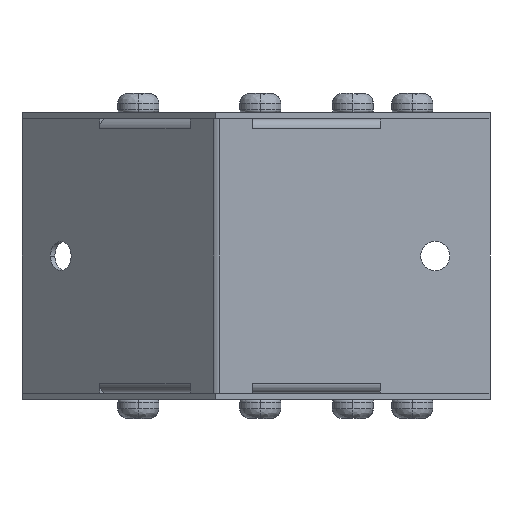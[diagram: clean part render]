
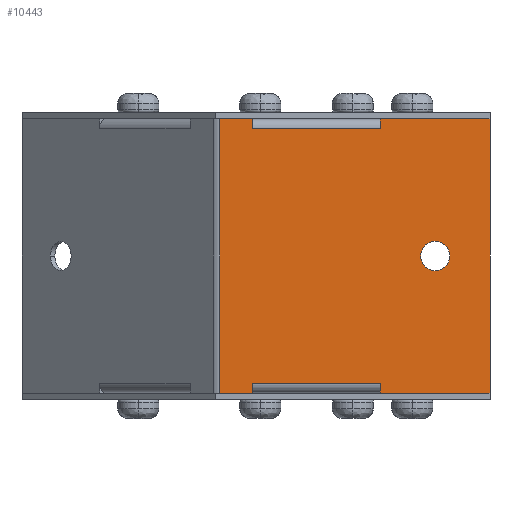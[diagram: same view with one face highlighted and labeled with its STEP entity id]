
A CAD part, left-side view. The second image highlights one B-rep face of the part: STEP entity #10443.
In plain terms, the highlighted planar face has unit normal (-1, 0, 0).
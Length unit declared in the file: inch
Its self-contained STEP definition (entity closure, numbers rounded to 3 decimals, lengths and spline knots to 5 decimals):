
#70 = EDGE_CURVE ( 'NONE', #9044, #2627, #1762, .T. ) ;
#242 = DIRECTION ( 'NONE',  ( 0., 1., 0. ) ) ;
#302 = DIRECTION ( 'NONE',  ( 0., 0., -1. ) ) ;
#361 = EDGE_CURVE ( 'NONE', #8962, #8035, #3334, .T. ) ;
#508 = CIRCLE ( 'NONE', #10860, 0.133 ) ;
#533 = LINE ( 'NONE', #8956, #10890 ) ;
#556 = ORIENTED_EDGE ( 'NONE', *, *, #12899, .T. ) ;
#603 = DIRECTION ( 'NONE',  ( 0., 0., 1. ) ) ;
#653 = ORIENTED_EDGE ( 'NONE', *, *, #70, .T. ) ;
#763 = EDGE_CURVE ( 'NONE', #5492, #12459, #8408, .T. ) ;
#789 = LINE ( 'NONE', #1821, #2926 ) ;
#900 = CARTESIAN_POINT ( 'NONE',  ( -1.307, 2.16898, -2.414 ) ) ;
#988 = CARTESIAN_POINT ( 'NONE',  ( -1.307, 0., 0. ) ) ;
#1154 = CARTESIAN_POINT ( 'NONE',  ( -1.307, 1., -0.086 ) ) ;
#1210 = LINE ( 'NONE', #8870, #10475 ) ;
#1293 = VECTOR ( 'NONE', #11082, 39.37008 ) ;
#1317 = DIRECTION ( 'NONE',  ( 1., 0., 0. ) ) ;
#1412 = DIRECTION ( 'NONE',  ( 0., 0., -1. ) ) ;
#1459 = CARTESIAN_POINT ( 'NONE',  ( -1.307, 0.99992, 0. ) ) ;
#1586 = CARTESIAN_POINT ( 'NONE',  ( -1.307, 2.46448, 0. ) ) ;
#1661 = VECTOR ( 'NONE', #5232, 39.37008 ) ;
#1693 = CIRCLE ( 'NONE', #12044, 0.133 ) ;
#1762 = LINE ( 'NONE', #5346, #10279 ) ;
#1789 = CARTESIAN_POINT ( 'NONE',  ( -1.307, 2.46448, -2.5 ) ) ;
#1821 = CARTESIAN_POINT ( 'NONE',  ( -1.307, 0., -2.414 ) ) ;
#2013 = ORIENTED_EDGE ( 'NONE', *, *, #763, .T. ) ;
#2146 = VECTOR ( 'NONE', #242, 39.37008 ) ;
#2333 = DIRECTION ( 'NONE',  ( 0., 0., 1. ) ) ;
#2467 = VERTEX_POINT ( 'NONE', #3059 ) ;
#2582 = EDGE_CURVE ( 'NONE', #2627, #10425, #12365, .T. ) ;
#2627 = VERTEX_POINT ( 'NONE', #12639 ) ;
#2669 = VERTEX_POINT ( 'NONE', #9539 ) ;
#2670 = DIRECTION ( 'NONE',  ( -1., 0., 0. ) ) ;
#2743 = DIRECTION ( 'NONE',  ( 0., 0., 1. ) ) ;
#2830 = DIRECTION ( 'NONE',  ( 1., 0., 0. ) ) ;
#2860 = DIRECTION ( 'NONE',  ( 0., -1., 0. ) ) ;
#2926 = VECTOR ( 'NONE', #2860, 39.37008 ) ;
#3019 = VERTEX_POINT ( 'NONE', #11518 ) ;
#3059 = CARTESIAN_POINT ( 'NONE',  ( -1.307, 0.99992, -2.5 ) ) ;
#3215 = CARTESIAN_POINT ( 'NONE',  ( -1.307, 2.16906, -2.5 ) ) ;
#3334 = LINE ( 'NONE', #10857, #2146 ) ;
#3361 = VERTEX_POINT ( 'NONE', #6227 ) ;
#3854 = EDGE_CURVE ( 'NONE', #2669, #9146, #7868, .T. ) ;
#3902 = ORIENTED_EDGE ( 'NONE', *, *, #11904, .T. ) ;
#3933 = ORIENTED_EDGE ( 'NONE', *, *, #8272, .T. ) ;
#3995 = DIRECTION ( 'NONE',  ( 0., 0., -1. ) ) ;
#4016 = VECTOR ( 'NONE', #2743, 39.37008 ) ;
#4063 = EDGE_CURVE ( 'NONE', #9146, #9044, #789, .T. ) ;
#4196 = CARTESIAN_POINT ( 'NONE',  ( -1.307, 1., -0.086 ) ) ;
#4349 = ORIENTED_EDGE ( 'NONE', *, *, #8955, .T. ) ;
#4546 = AXIS2_PLACEMENT_3D ( 'NONE', #13360, #2670, #603 ) ;
#4564 = EDGE_CURVE ( 'NONE', #11032, #8670, #508, .T. ) ;
#4655 = VERTEX_POINT ( 'NONE', #1586 ) ;
#4740 = CARTESIAN_POINT ( 'NONE',  ( -1.307, 0.99992, -2.414 ) ) ;
#4756 = ORIENTED_EDGE ( 'NONE', *, *, #13144, .T. ) ;
#5038 = DIRECTION ( 'NONE',  ( 0., 0., -1. ) ) ;
#5102 = EDGE_CURVE ( 'NONE', #10425, #2467, #9889, .T. ) ;
#5232 = DIRECTION ( 'NONE',  ( 0., 1., 0. ) ) ;
#5289 = VERTEX_POINT ( 'NONE', #12705 ) ;
#5346 = CARTESIAN_POINT ( 'NONE',  ( -1.307, 0., -2.414 ) ) ;
#5492 = VERTEX_POINT ( 'NONE', #6501 ) ;
#5535 = ORIENTED_EDGE ( 'NONE', *, *, #7305, .T. ) ;
#5541 = CARTESIAN_POINT ( 'NONE',  ( -1.307, 0.99992, -2.5 ) ) ;
#5552 = CARTESIAN_POINT ( 'NONE',  ( -1.307, 2.46448, -2.5 ) ) ;
#5638 = LINE ( 'NONE', #6545, #6591 ) ;
#5774 = FACE_OUTER_BOUND ( 'NONE', #9726, .T. ) ;
#5915 = ORIENTED_EDGE ( 'NONE', *, *, #7698, .T. ) ;
#6227 = CARTESIAN_POINT ( 'NONE',  ( -1.307, 2.16898, -0.086 ) ) ;
#6304 = CARTESIAN_POINT ( 'NONE',  ( -1.307, 0.5, -1.383 ) ) ;
#6309 = VECTOR ( 'NONE', #9468, 39.37008 ) ;
#6501 = CARTESIAN_POINT ( 'NONE',  ( -1.307, 2.16906, -0.086 ) ) ;
#6519 = EDGE_CURVE ( 'NONE', #2467, #13018, #533, .T. ) ;
#6545 = CARTESIAN_POINT ( 'NONE',  ( -1.307, 0., -2.5 ) ) ;
#6574 = CARTESIAN_POINT ( 'NONE',  ( -1.307, 0.5, -1.25 ) ) ;
#6591 = VECTOR ( 'NONE', #2333, 39.37008 ) ;
#6884 = DIRECTION ( 'NONE',  ( 0., -1., 0. ) ) ;
#7030 = VECTOR ( 'NONE', #12745, 39.37008 ) ;
#7051 = CARTESIAN_POINT ( 'NONE',  ( -1.307, 0.5, -1.25 ) ) ;
#7066 = DIRECTION ( 'NONE',  ( 0., -1., 0. ) ) ;
#7083 = LINE ( 'NONE', #8957, #1293 ) ;
#7202 = CARTESIAN_POINT ( 'NONE',  ( -1.307, 2.16898, -2.414 ) ) ;
#7305 = EDGE_CURVE ( 'NONE', #3361, #5492, #9378, .T. ) ;
#7581 = ORIENTED_EDGE ( 'NONE', *, *, #2582, .T. ) ;
#7698 = EDGE_CURVE ( 'NONE', #8035, #5289, #1210, .T. ) ;
#7868 = LINE ( 'NONE', #10055, #4016 ) ;
#8035 = VERTEX_POINT ( 'NONE', #1459 ) ;
#8125 = CARTESIAN_POINT ( 'NONE',  ( -1.307, 0., -2.5 ) ) ;
#8272 = EDGE_CURVE ( 'NONE', #10826, #2669, #12355, .T. ) ;
#8357 = ORIENTED_EDGE ( 'NONE', *, *, #4063, .T. ) ;
#8408 = LINE ( 'NONE', #3215, #10073 ) ;
#8670 = VERTEX_POINT ( 'NONE', #8953 ) ;
#8870 = CARTESIAN_POINT ( 'NONE',  ( -1.307, 0.99992, -2.5 ) ) ;
#8953 = CARTESIAN_POINT ( 'NONE',  ( -1.307, 0.5, -1.117 ) ) ;
#8955 = EDGE_CURVE ( 'NONE', #4655, #10826, #12146, .T. ) ;
#8956 = CARTESIAN_POINT ( 'NONE',  ( -1.307, 0., -2.5 ) ) ;
#8957 = CARTESIAN_POINT ( 'NONE',  ( -1.307, 0., -0.086 ) ) ;
#8962 = VERTEX_POINT ( 'NONE', #12213 ) ;
#8967 = EDGE_CURVE ( 'NONE', #8670, #11032, #1693, .T. ) ;
#9044 = VERTEX_POINT ( 'NONE', #900 ) ;
#9112 = VECTOR ( 'NONE', #7066, 39.37008 ) ;
#9146 = VERTEX_POINT ( 'NONE', #11590 ) ;
#9204 = VECTOR ( 'NONE', #12512, 39.37008 ) ;
#9378 = LINE ( 'NONE', #4196, #1661 ) ;
#9411 = ORIENTED_EDGE ( 'NONE', *, *, #5102, .T. ) ;
#9468 = DIRECTION ( 'NONE',  ( 0., -1., 0. ) ) ;
#9490 = DIRECTION ( 'NONE',  ( 0., -1., 0. ) ) ;
#9539 = CARTESIAN_POINT ( 'NONE',  ( -1.307, 2.16906, -2.5 ) ) ;
#9726 = EDGE_LOOP ( 'NONE', ( #8357, #653, #7581, #9411, #12537, #13418, #11170, #5915, #4756, #556, #5535, #2013, #3902, #4349, #3933, #13485 ) ) ;
#9889 = LINE ( 'NONE', #5541, #12411 ) ;
#10055 = CARTESIAN_POINT ( 'NONE',  ( -1.307, 2.16906, -2.5 ) ) ;
#10073 = VECTOR ( 'NONE', #10738, 39.37008 ) ;
#10279 = VECTOR ( 'NONE', #9490, 39.37008 ) ;
#10425 = VERTEX_POINT ( 'NONE', #4740 ) ;
#10443 = ADVANCED_FACE ( 'NONE', ( #5774, #13229 ), #11223, .T. ) ;
#10475 = VECTOR ( 'NONE', #1412, 39.37008 ) ;
#10499 = LINE ( 'NONE', #988, #9204 ) ;
#10502 = VECTOR ( 'NONE', #5038, 39.37008 ) ;
#10599 = LINE ( 'NONE', #1154, #7030 ) ;
#10738 = DIRECTION ( 'NONE',  ( 0., 0., 1. ) ) ;
#10826 = VERTEX_POINT ( 'NONE', #5552 ) ;
#10857 = CARTESIAN_POINT ( 'NONE',  ( -1.307, 0., 0. ) ) ;
#10860 = AXIS2_PLACEMENT_3D ( 'NONE', #6574, #1317, #11737 ) ;
#10890 = VECTOR ( 'NONE', #6884, 39.37008 ) ;
#10892 = CARTESIAN_POINT ( 'NONE',  ( -1.307, 2.16906, 0. ) ) ;
#11032 = VERTEX_POINT ( 'NONE', #6304 ) ;
#11082 = DIRECTION ( 'NONE',  ( 0., 1., 0. ) ) ;
#11155 = ORIENTED_EDGE ( 'NONE', *, *, #4564, .T. ) ;
#11170 = ORIENTED_EDGE ( 'NONE', *, *, #361, .T. ) ;
#11223 = PLANE ( 'NONE',  #4546 ) ;
#11518 = CARTESIAN_POINT ( 'NONE',  ( -1.307, 1., -0.086 ) ) ;
#11590 = CARTESIAN_POINT ( 'NONE',  ( -1.307, 2.16906, -2.414 ) ) ;
#11737 = DIRECTION ( 'NONE',  ( 0., 0., -1. ) ) ;
#11904 = EDGE_CURVE ( 'NONE', #12459, #4655, #10499, .T. ) ;
#12044 = AXIS2_PLACEMENT_3D ( 'NONE', #7051, #2830, #3995 ) ;
#12146 = LINE ( 'NONE', #1789, #10502 ) ;
#12213 = CARTESIAN_POINT ( 'NONE',  ( -1.307, 0., 0. ) ) ;
#12355 = LINE ( 'NONE', #12498, #6309 ) ;
#12365 = LINE ( 'NONE', #7202, #9112 ) ;
#12411 = VECTOR ( 'NONE', #302, 39.37008 ) ;
#12459 = VERTEX_POINT ( 'NONE', #10892 ) ;
#12498 = CARTESIAN_POINT ( 'NONE',  ( -1.307, 0., -2.5 ) ) ;
#12512 = DIRECTION ( 'NONE',  ( 0., 1., 0. ) ) ;
#12537 = ORIENTED_EDGE ( 'NONE', *, *, #6519, .T. ) ;
#12639 = CARTESIAN_POINT ( 'NONE',  ( -1.307, 1., -2.414 ) ) ;
#12667 = EDGE_LOOP ( 'NONE', ( #11155, #13624 ) ) ;
#12705 = CARTESIAN_POINT ( 'NONE',  ( -1.307, 0.99992, -0.086 ) ) ;
#12745 = DIRECTION ( 'NONE',  ( 0., 1., 0. ) ) ;
#12820 = EDGE_CURVE ( 'NONE', #13018, #8962, #5638, .T. ) ;
#12899 = EDGE_CURVE ( 'NONE', #3019, #3361, #7083, .T. ) ;
#13018 = VERTEX_POINT ( 'NONE', #8125 ) ;
#13144 = EDGE_CURVE ( 'NONE', #5289, #3019, #10599, .T. ) ;
#13229 = FACE_BOUND ( 'NONE', #12667, .T. ) ;
#13360 = CARTESIAN_POINT ( 'NONE',  ( -1.307, 0., -2.5 ) ) ;
#13418 = ORIENTED_EDGE ( 'NONE', *, *, #12820, .T. ) ;
#13485 = ORIENTED_EDGE ( 'NONE', *, *, #3854, .T. ) ;
#13624 = ORIENTED_EDGE ( 'NONE', *, *, #8967, .T. ) ;
